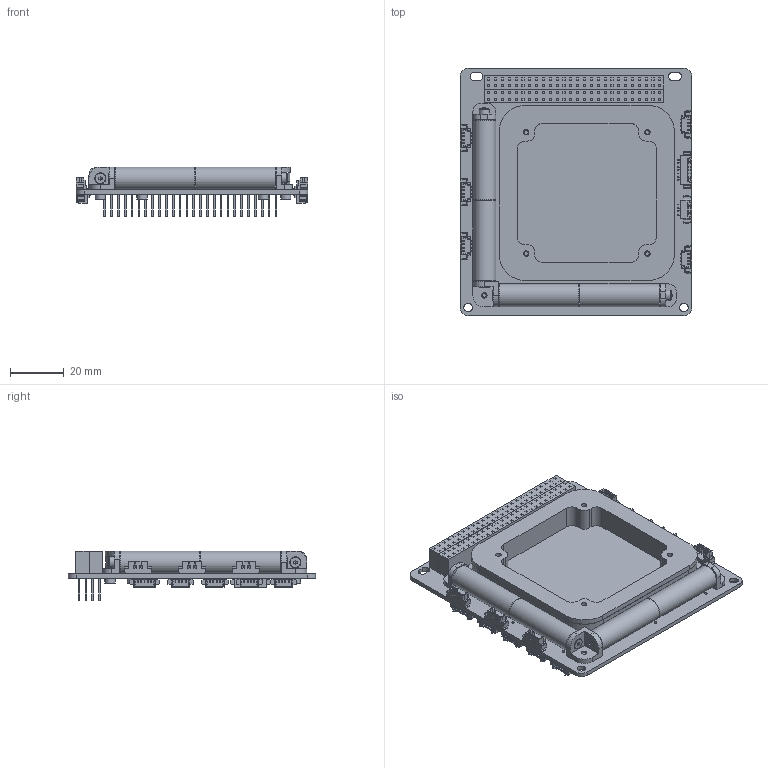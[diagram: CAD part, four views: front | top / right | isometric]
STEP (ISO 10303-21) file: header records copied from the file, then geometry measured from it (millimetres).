
FILE_DESCRIPTION(/* description */ (''),/* implementation_level */ '2;1');
FILE_NAME(/* name */ 'ADCS10 Assembly for Customer.stp',/* time_stamp */ '2022-11-10T17:15:40+08:00',/* author */ ('thoma'),/* organization */ (''),/* preprocessor_version */ 'ST-DEVELOPER v19',/* originating_system */ 'Autodesk Inventor 2023',/* authorisation */ '');
FILE_SCHEMA (('AUTOMOTIVE_DESIGN { 1 0 10303 214 3 1 1 }'));
Length unit declared in the file: millimetre
Products named in the file (20): Assembly C. Circuit Board; C-1. Main Driving Circuit Board - Standard PC104 (Modified); 26. Torquer Seat-2; Magnetorquer Rod; SNSS-M2-3; SNSS-M2-4; SNSS-M2-5; SFB2-4; 15. Corner Coil Seat; 12. Z axis Coil; Magnetorquer Coil; SSQ-126-23-G-D; _T1SSQ-126-23-G-D; _P2SSQ-126-23-G-D; 11. Z axis Coil Seat; C-6-4. Molex Pico Blade 4-pin connector 532614007; C-6-6. Molex Pico Blade 5-pin connector 532614005; C-6-3. Molex Pico Blade 4-pin connector 532614004; C-6-5. Molex Pico Blade 4-pin connector 532614008; C-6-7. Molex Pico Blade 4-pin SMT verticle 533984004
Assembly tree (41 placements, depth 3):
  Assembly C. Circuit Board
    C-1. Main Driving Circuit Board - Standard PC104 (Modified)
    26. Torquer Seat-2  x2
    Magnetorquer Rod  x2
    Magnetorquer Coil  x4
    SNSS-M2-4  x2
    SNSS-M2-3  x3
    SNSS-M2-5  x4
    SFB2-4  x2
    15. Corner Coil Seat
    12. Z axis Coil  x2
    SSQ-126-23-G-D  x2
      _T1SSQ-126-23-G-D
      _P2SSQ-126-23-G-D
    11. Z axis Coil Seat
    C-6-3. Molex Pico Blade 4-pin connector 532614004  x5
    C-6-4. Molex Pico Blade 4-pin connector 532614007
    C-6-6. Molex Pico Blade 5-pin connector 532614005
    C-6-5. Molex Pico Blade 4-pin connector 532614008
    C-6-7. Molex Pico Blade 4-pin SMT verticle 533984004  x5
Bounding box: 86.01 x 91.72 x 18.52 mm (x, y, z)
Volume: 39797.2 mm3; surface area: 53514.4 mm2
Topology: 41 solids, 41 shells, 4426 faces, 12040 edges, 7926 vertices
Faces by surface type: plane 3992, cylinder 333, cone 101
Full cylindrical faces by diameter (mm): 0.914 x116, 2 x26, 2.1 x9, 3.2 x2, 3.8 x9, 3.82 x2, 5 x2, 5.3 x4, 8.486 x4
Entity records: 66942 total; most frequent: CARTESIAN_POINT 11687, ORIENTED_EDGE 11432, DIRECTION 10534, EDGE_CURVE 5716, LINE 5176, VECTOR 5176, VERTEX_POINT 3778, AXIS2_PLACEMENT_3D 2679
